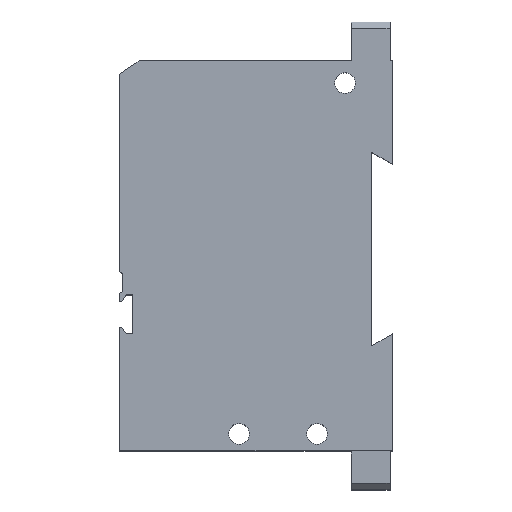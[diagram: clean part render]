
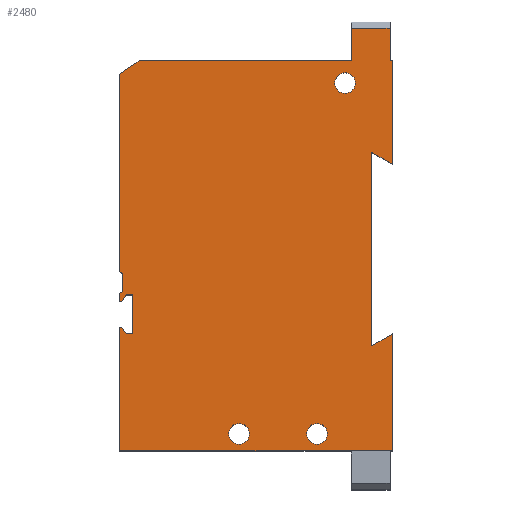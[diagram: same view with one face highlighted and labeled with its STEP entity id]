
A CAD part, top view. The second image highlights one B-rep face of the part: STEP entity #2480.
In plain terms, the highlighted planar face has unit normal (0, 0, 1).
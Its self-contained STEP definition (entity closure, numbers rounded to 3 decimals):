
#56=PLANE('',#2696);
#139=LINE('',#3639,#392);
#168=LINE('',#3734,#421);
#172=LINE('',#3743,#425);
#176=LINE('',#3751,#429);
#183=LINE('',#3764,#436);
#208=LINE('',#3875,#461);
#212=LINE('',#3883,#465);
#215=LINE('',#3889,#468);
#218=LINE('',#3895,#471);
#221=LINE('',#3901,#474);
#224=LINE('',#3907,#477);
#227=LINE('',#3913,#480);
#230=LINE('',#3919,#483);
#233=LINE('',#3925,#486);
#235=LINE('',#3932,#488);
#238=LINE('',#3938,#491);
#241=LINE('',#3944,#494);
#244=LINE('',#3950,#497);
#247=LINE('',#3956,#500);
#249=LINE('',#3959,#502);
#252=LINE('',#3965,#505);
#254=LINE('',#3983,#507);
#255=LINE('',#3985,#508);
#256=LINE('',#3987,#509);
#257=LINE('',#3989,#510);
#392=VECTOR('',#2896,1000.);
#421=VECTOR('',#2963,1000.);
#425=VECTOR('',#2969,1000.);
#429=VECTOR('',#2973,1000.);
#436=VECTOR('',#2982,1000.);
#461=VECTOR('',#3065,1000.);
#465=VECTOR('',#3071,1000.);
#468=VECTOR('',#3076,1000.);
#471=VECTOR('',#3081,1000.);
#474=VECTOR('',#3086,1000.);
#477=VECTOR('',#3091,1000.);
#480=VECTOR('',#3096,1000.);
#483=VECTOR('',#3101,1000.);
#486=VECTOR('',#3106,1000.);
#488=VECTOR('',#3114,1000.);
#491=VECTOR('',#3119,1000.);
#494=VECTOR('',#3124,1000.);
#497=VECTOR('',#3129,1000.);
#500=VECTOR('',#3134,1000.);
#502=VECTOR('',#3138,1000.);
#505=VECTOR('',#3143,1000.);
#507=VECTOR('',#3165,1000.);
#508=VECTOR('',#3168,1000.);
#509=VECTOR('',#3169,1000.);
#510=VECTOR('',#3170,1000.);
#858=ORIENTED_EDGE('',*,*,#1426,.T.);
#859=ORIENTED_EDGE('',*,*,#1537,.F.);
#860=ORIENTED_EDGE('',*,*,#1538,.F.);
#861=ORIENTED_EDGE('',*,*,#1539,.T.);
#862=ORIENTED_EDGE('',*,*,#1422,.T.);
#863=ORIENTED_EDGE('',*,*,#1433,.T.);
#864=ORIENTED_EDGE('',*,*,#1418,.T.);
#865=ORIENTED_EDGE('',*,*,#1528,.T.);
#866=ORIENTED_EDGE('',*,*,#1536,.T.);
#867=ORIENTED_EDGE('',*,*,#1482,.T.);
#868=ORIENTED_EDGE('',*,*,#1486,.T.);
#869=ORIENTED_EDGE('',*,*,#1489,.T.);
#870=ORIENTED_EDGE('',*,*,#1492,.T.);
#871=ORIENTED_EDGE('',*,*,#1495,.T.);
#872=ORIENTED_EDGE('',*,*,#1498,.T.);
#873=ORIENTED_EDGE('',*,*,#1501,.T.);
#874=ORIENTED_EDGE('',*,*,#1504,.T.);
#875=ORIENTED_EDGE('',*,*,#1507,.T.);
#876=ORIENTED_EDGE('',*,*,#1511,.T.);
#877=ORIENTED_EDGE('',*,*,#1371,.T.);
#878=ORIENTED_EDGE('',*,*,#1514,.T.);
#879=ORIENTED_EDGE('',*,*,#1517,.T.);
#880=ORIENTED_EDGE('',*,*,#1520,.T.);
#881=ORIENTED_EDGE('',*,*,#1523,.T.);
#882=ORIENTED_EDGE('',*,*,#1525,.T.);
#883=ORIENTED_EDGE('',*,*,#1529,.F.);
#884=ORIENTED_EDGE('',*,*,#1531,.F.);
#885=ORIENTED_EDGE('',*,*,#1533,.F.);
#1371=EDGE_CURVE('',#1725,#1724,#139,.T.);
#1418=EDGE_CURVE('',#1772,#1771,#168,.T.);
#1422=EDGE_CURVE('',#1776,#1775,#172,.T.);
#1426=EDGE_CURVE('',#1780,#1779,#176,.T.);
#1433=EDGE_CURVE('',#1775,#1772,#183,.T.);
#1482=EDGE_CURVE('',#1826,#1825,#208,.T.);
#1486=EDGE_CURVE('',#1825,#1828,#212,.T.);
#1489=EDGE_CURVE('',#1828,#1830,#215,.T.);
#1492=EDGE_CURVE('',#1830,#1832,#218,.T.);
#1495=EDGE_CURVE('',#1832,#1834,#221,.T.);
#1498=EDGE_CURVE('',#1834,#1836,#224,.T.);
#1501=EDGE_CURVE('',#1836,#1838,#227,.T.);
#1504=EDGE_CURVE('',#1838,#1840,#230,.T.);
#1507=EDGE_CURVE('',#1840,#1842,#233,.T.);
#1511=EDGE_CURVE('',#1842,#1725,#235,.T.);
#1514=EDGE_CURVE('',#1724,#1846,#238,.T.);
#1517=EDGE_CURVE('',#1846,#1848,#241,.T.);
#1520=EDGE_CURVE('',#1848,#1850,#244,.T.);
#1523=EDGE_CURVE('',#1850,#1852,#247,.T.);
#1525=EDGE_CURVE('',#1852,#1780,#249,.T.);
#1528=EDGE_CURVE('',#1771,#1854,#252,.T.);
#1529=EDGE_CURVE('',#1855,#1855,#1997,.T.);
#1531=EDGE_CURVE('',#1857,#1857,#1999,.T.);
#1533=EDGE_CURVE('',#1859,#1859,#2001,.T.);
#1536=EDGE_CURVE('',#1854,#1826,#254,.T.);
#1537=EDGE_CURVE('',#1861,#1779,#255,.T.);
#1538=EDGE_CURVE('',#1862,#1861,#256,.T.);
#1539=EDGE_CURVE('',#1862,#1776,#257,.T.);
#1724=VERTEX_POINT('',#3638);
#1725=VERTEX_POINT('',#3640);
#1771=VERTEX_POINT('',#3733);
#1772=VERTEX_POINT('',#3735);
#1775=VERTEX_POINT('',#3742);
#1776=VERTEX_POINT('',#3744);
#1779=VERTEX_POINT('',#3750);
#1780=VERTEX_POINT('',#3752);
#1825=VERTEX_POINT('',#3874);
#1826=VERTEX_POINT('',#3876);
#1828=VERTEX_POINT('',#3882);
#1830=VERTEX_POINT('',#3888);
#1832=VERTEX_POINT('',#3894);
#1834=VERTEX_POINT('',#3900);
#1836=VERTEX_POINT('',#3906);
#1838=VERTEX_POINT('',#3912);
#1840=VERTEX_POINT('',#3918);
#1842=VERTEX_POINT('',#3924);
#1846=VERTEX_POINT('',#3937);
#1848=VERTEX_POINT('',#3943);
#1850=VERTEX_POINT('',#3949);
#1852=VERTEX_POINT('',#3955);
#1854=VERTEX_POINT('',#3964);
#1855=VERTEX_POINT('',#3968);
#1857=VERTEX_POINT('',#3973);
#1859=VERTEX_POINT('',#3978);
#1861=VERTEX_POINT('',#3986);
#1862=VERTEX_POINT('',#3988);
#1997=CIRCLE('',#2687,1.6);
#1999=CIRCLE('',#2690,1.6);
#2001=CIRCLE('',#2693,1.6);
#2092=EDGE_LOOP('',(#858,#859,#860,#861,#862,#863,#864,#865,#866,#867,#868,
#869,#870,#871,#872,#873,#874,#875,#876,#877,#878,#879,#880,#881,#882));
#2093=EDGE_LOOP('',(#883));
#2094=EDGE_LOOP('',(#884));
#2095=EDGE_LOOP('',(#885));
#2273=FACE_BOUND('',#2092,.T.);
#2274=FACE_BOUND('',#2093,.T.);
#2275=FACE_BOUND('',#2094,.T.);
#2276=FACE_BOUND('',#2095,.T.);
#2480=ADVANCED_FACE('',(#2273,#2274,#2275,#2276),#56,.F.);
#2687=AXIS2_PLACEMENT_3D('',#3967,#3146,#3147);
#2690=AXIS2_PLACEMENT_3D('',#3972,#3152,#3153);
#2693=AXIS2_PLACEMENT_3D('',#3977,#3158,#3159);
#2696=AXIS2_PLACEMENT_3D('',#3984,#3166,#3167);
#2896=DIRECTION('',(1.,0.,0.));
#2963=DIRECTION('',(0.,-1.,0.));
#2969=DIRECTION('',(-1.,0.,0.));
#2973=DIRECTION('',(-1.,0.,0.));
#2982=DIRECTION('',(-0.829,-0.559,0.));
#3065=DIRECTION('',(-0.891,-0.454,0.));
#3071=DIRECTION('',(0.,-1.,0.));
#3076=DIRECTION('',(1.,0.,0.));
#3081=DIRECTION('',(0.559,0.829,0.));
#3086=DIRECTION('',(1.,0.,0.));
#3091=DIRECTION('',(0.,-1.,0.));
#3096=DIRECTION('',(-1.,0.,0.));
#3101=DIRECTION('',(-0.559,0.829,0.));
#3106=DIRECTION('',(-1.,0.,0.));
#3114=DIRECTION('',(0.,-1.,0.));
#3119=DIRECTION('',(0.,1.,0.));
#3124=DIRECTION('',(-0.866,-0.5,0.));
#3129=DIRECTION('',(0.,1.,0.));
#3134=DIRECTION('',(0.866,-0.5,0.));
#3138=DIRECTION('',(0.,1.,0.));
#3143=DIRECTION('',(0.891,-0.454,0.));
#3146=DIRECTION('',(0.,0.,1.));
#3147=DIRECTION('',(1.,0.,0.));
#3152=DIRECTION('',(0.,0.,1.));
#3153=DIRECTION('',(1.,0.,0.));
#3158=DIRECTION('',(0.,0.,1.));
#3159=DIRECTION('',(1.,0.,0.));
#3165=DIRECTION('',(0.,-1.,0.));
#3166=DIRECTION('',(0.,0.,-1.));
#3167=DIRECTION('',(-1.,0.,0.));
#3168=DIRECTION('',(0.,-1.,0.));
#3169=DIRECTION('',(1.,0.,0.));
#3170=DIRECTION('',(0.,-1.,0.));
#3638=CARTESIAN_POINT('',(42.,6.,9.));
#3639=CARTESIAN_POINT('',(0.,6.,9.));
#3640=CARTESIAN_POINT('',(0.,6.,9.));
#3733=CARTESIAN_POINT('',(0.,33.557,9.));
#3734=CARTESIAN_POINT('',(0.,63.976,9.));
#3735=CARTESIAN_POINT('',(0.,63.976,9.));
#3742=CARTESIAN_POINT('',(3.,66.,9.));
#3743=CARTESIAN_POINT('',(42.,66.,9.));
#3744=CARTESIAN_POINT('',(35.639,66.,9.));
#3750=CARTESIAN_POINT('',(41.639,66.,9.));
#3751=CARTESIAN_POINT('',(42.,66.,9.));
#3752=CARTESIAN_POINT('',(42.,66.,9.));
#3764=CARTESIAN_POINT('',(3.,66.,9.));
#3874=CARTESIAN_POINT('',(0.,30.207,9.));
#3875=CARTESIAN_POINT('',(0.5,30.461,9.));
#3876=CARTESIAN_POINT('',(0.5,30.461,9.));
#3882=CARTESIAN_POINT('',(0.,29.,9.));
#3883=CARTESIAN_POINT('',(0.,30.207,9.));
#3888=CARTESIAN_POINT('',(0.325,29.,9.));
#3889=CARTESIAN_POINT('',(0.,29.,9.));
#3894=CARTESIAN_POINT('',(1.,30.,9.));
#3895=CARTESIAN_POINT('',(0.325,29.,9.));
#3900=CARTESIAN_POINT('',(2.,30.,9.));
#3901=CARTESIAN_POINT('',(1.,30.,9.));
#3906=CARTESIAN_POINT('',(2.,24.,9.));
#3907=CARTESIAN_POINT('',(2.,30.,9.));
#3912=CARTESIAN_POINT('',(1.,24.,9.));
#3913=CARTESIAN_POINT('',(2.,24.,9.));
#3918=CARTESIAN_POINT('',(0.325,25.,9.));
#3919=CARTESIAN_POINT('',(1.,24.,9.));
#3924=CARTESIAN_POINT('',(0.,25.,9.));
#3925=CARTESIAN_POINT('',(0.325,25.,9.));
#3932=CARTESIAN_POINT('',(0.,25.,9.));
#3937=CARTESIAN_POINT('',(42.,24.,9.));
#3938=CARTESIAN_POINT('',(42.,6.,9.));
#3943=CARTESIAN_POINT('',(38.8,22.152,9.));
#3944=CARTESIAN_POINT('',(42.,24.,9.));
#3949=CARTESIAN_POINT('',(38.8,51.953,9.));
#3950=CARTESIAN_POINT('',(38.8,22.152,9.));
#3955=CARTESIAN_POINT('',(42.,50.105,9.));
#3956=CARTESIAN_POINT('',(38.8,51.953,9.));
#3959=CARTESIAN_POINT('',(42.,50.105,9.));
#3964=CARTESIAN_POINT('',(0.5,33.302,9.));
#3965=CARTESIAN_POINT('',(0.,33.557,9.));
#3967=CARTESIAN_POINT('',(34.7,62.6,9.));
#3968=CARTESIAN_POINT('',(36.3,62.6,9.));
#3972=CARTESIAN_POINT('',(30.4,8.6,9.));
#3973=CARTESIAN_POINT('',(32.,8.6,9.));
#3977=CARTESIAN_POINT('',(18.4,8.6,9.));
#3978=CARTESIAN_POINT('',(20.,8.6,9.));
#3983=CARTESIAN_POINT('',(0.5,33.302,9.));
#3984=CARTESIAN_POINT('',(0.,0.,9.));
#3985=CARTESIAN_POINT('',(41.639,71.,9.));
#3986=CARTESIAN_POINT('',(41.639,71.,9.));
#3987=CARTESIAN_POINT('',(35.639,71.,9.));
#3988=CARTESIAN_POINT('',(35.639,71.,9.));
#3989=CARTESIAN_POINT('',(35.639,71.,9.));
